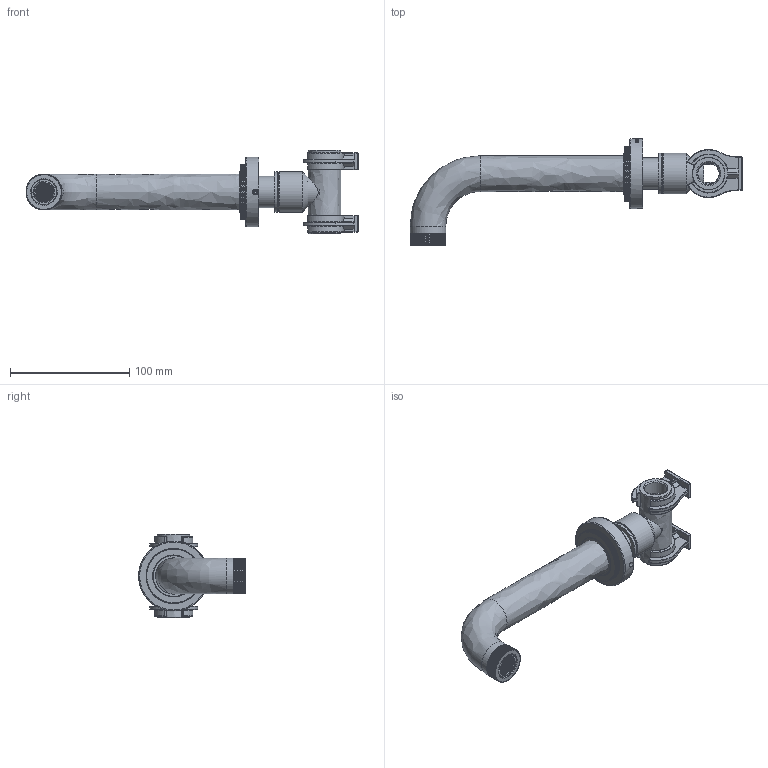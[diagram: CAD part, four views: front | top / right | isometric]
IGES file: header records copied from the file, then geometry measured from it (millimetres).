
Global section: file name: V746-1K; native system: Autodesk Inventor 2018; preprocessor: unknown; author: aprice; date: 20171129.074636; units: millimetre
Bounding box: 277.91 x 89.25 x 70 mm (x, y, z)
Volume: 166682.3 mm3; surface area: 110907.3 mm2
Topology: 18 solids, 19 shells, 8510 faces, 19143 edges, 10804 vertices
Faces by surface type: bspline 8510
